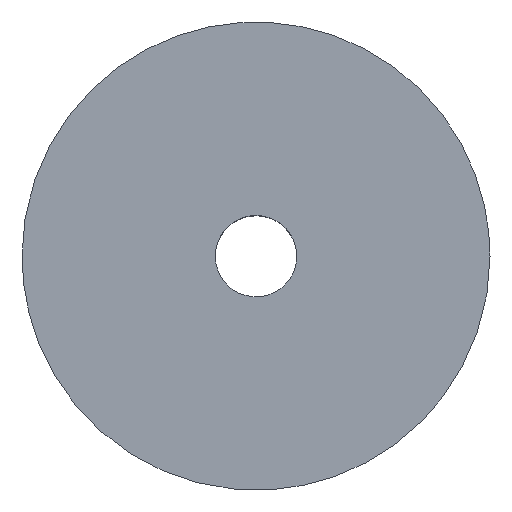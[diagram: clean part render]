
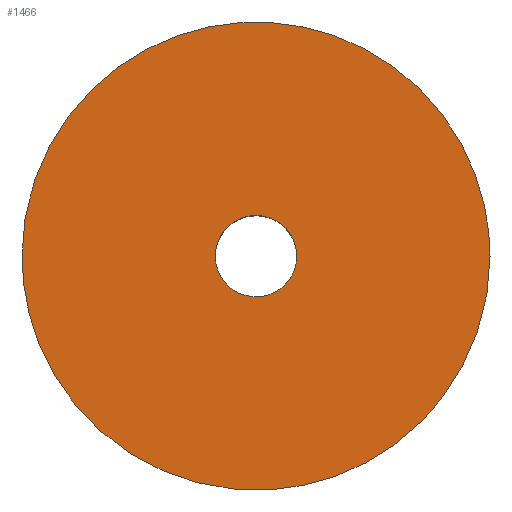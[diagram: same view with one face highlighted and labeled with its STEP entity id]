
A CAD part, top view. The second image highlights one B-rep face of the part: STEP entity #1466.
In plain terms, the highlighted free-form (B-spline) face has degree [1, 1] with [2, 2] control points.
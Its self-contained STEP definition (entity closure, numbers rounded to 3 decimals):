
#530=CARTESIAN_POINT('',(0.902,-11.465,20.));
#531=VERTEX_POINT('',#530);
#537=CARTESIAN_POINT('',(-10.693,-4.231,20.));
#538=VERTEX_POINT('',#537);
#539=CARTESIAN_POINT('',(0.902,-11.465,20.));
#540=CARTESIAN_POINT('',(0.452,-11.5,20.));
#541=CARTESIAN_POINT('',(0.,-11.5,20.));
#542=CARTESIAN_POINT('',(-7.817,-11.5,20.));
#543=CARTESIAN_POINT('',(-10.693,-4.231,20.));
#551=(BOUNDED_CURVE()B_SPLINE_CURVE(2,(#539,#540,#541,#542,#543),.UNSPECIFIED.,.F.,.U.)B_SPLINE_CURVE_WITH_KNOTS((3,2,3),(0.736,0.75,0.938),.UNSPECIFIED.)CURVE()GEOMETRIC_REPRESENTATION_ITEM()RATIONAL_B_SPLINE_CURVE((0.97,0.984,1.0,0.78,0.89))REPRESENTATION_ITEM(''));
#552=EDGE_CURVE('',#531,#538,#551,.T.);
#604=CARTESIAN_POINT('',(-11.5,0.0,20.0));
#605=VERTEX_POINT('',#604);
#606=CARTESIAN_POINT('',(-10.693,-4.231,20.));
#607=CARTESIAN_POINT('',(-11.5,-2.192,20.));
#608=CARTESIAN_POINT('',(-11.5,0.0,20.0));
#616=(BOUNDED_CURVE()B_SPLINE_CURVE(2,(#606,#607,#608),.UNSPECIFIED.,.F.,.U.)B_SPLINE_CURVE_WITH_KNOTS((3,3),(0.938,1.0),.UNSPECIFIED.)CURVE()GEOMETRIC_REPRESENTATION_ITEM()RATIONAL_B_SPLINE_CURVE((0.89,0.927,1.0))REPRESENTATION_ITEM(''));
#617=EDGE_CURVE('',#538,#605,#616,.T.);
#619=CARTESIAN_POINT('',(11.5,0.0,20.0));
#620=VERTEX_POINT('',#619);
#621=CARTESIAN_POINT('',(-11.5,0.0,20.0));
#622=CARTESIAN_POINT('',(-11.5,11.5,20.));
#623=CARTESIAN_POINT('',(0.0,11.5,20.0));
#624=CARTESIAN_POINT('',(11.5,11.5,20.));
#625=CARTESIAN_POINT('',(11.5,0.0,20.0));
#633=(BOUNDED_CURVE()B_SPLINE_CURVE(2,(#621,#622,#623,#624,#625),.UNSPECIFIED.,.F.,.U.)B_SPLINE_CURVE_WITH_KNOTS((3,2,3),(0.0,0.25,0.5),.UNSPECIFIED.)CURVE()GEOMETRIC_REPRESENTATION_ITEM()RATIONAL_B_SPLINE_CURVE((1.0,0.707,1.0,0.707,1.0))REPRESENTATION_ITEM(''));
#634=EDGE_CURVE('',#605,#620,#633,.T.);
#636=CARTESIAN_POINT('',(11.5,0.0,20.0));
#637=CARTESIAN_POINT('',(11.5,-10.63,20.));
#638=CARTESIAN_POINT('',(0.902,-11.465,20.));
#646=(BOUNDED_CURVE()B_SPLINE_CURVE(2,(#636,#637,#638),.UNSPECIFIED.,.F.,.U.)B_SPLINE_CURVE_WITH_KNOTS((3,3),(0.5,0.736),.UNSPECIFIED.)CURVE()GEOMETRIC_REPRESENTATION_ITEM()RATIONAL_B_SPLINE_CURVE((1.0,0.723,0.97))REPRESENTATION_ITEM(''));
#647=EDGE_CURVE('',#620,#531,#646,.T.);
#735=CARTESIAN_POINT('',(-0.236,1.986,20.));
#736=VERTEX_POINT('',#735);
#737=CARTESIAN_POINT('',(2.0,0.0,20.0));
#738=VERTEX_POINT('',#737);
#739=CARTESIAN_POINT('',(-0.236,1.986,20.));
#740=CARTESIAN_POINT('',(-0.118,2.,20.));
#741=CARTESIAN_POINT('',(0.0,2.0,20.0));
#742=CARTESIAN_POINT('',(2.,2.,20.));
#743=CARTESIAN_POINT('',(2.0,0.0,20.0));
#751=(BOUNDED_CURVE()B_SPLINE_CURVE(2,(#739,#740,#741,#742,#743),.UNSPECIFIED.,.F.,.U.)B_SPLINE_CURVE_WITH_KNOTS((3,2,3),(0.23,0.25,0.5),.UNSPECIFIED.)CURVE()GEOMETRIC_REPRESENTATION_ITEM()RATIONAL_B_SPLINE_CURVE((0.956,0.976,1.0,0.707,1.0))REPRESENTATION_ITEM(''));
#752=EDGE_CURVE('',#736,#738,#751,.T.);
#793=CARTESIAN_POINT('',(0.122,-1.996,20.0));
#794=VERTEX_POINT('',#793);
#800=CARTESIAN_POINT('',(2.0,0.0,20.0));
#801=CARTESIAN_POINT('',(2.,-1.881,20.));
#802=CARTESIAN_POINT('',(0.122,-1.996,20.));
#810=(BOUNDED_CURVE()B_SPLINE_CURVE(2,(#800,#801,#802),.UNSPECIFIED.,.F.,.U.)B_SPLINE_CURVE_WITH_KNOTS((3,3),(0.5,0.739),.UNSPECIFIED.)CURVE()GEOMETRIC_REPRESENTATION_ITEM()RATIONAL_B_SPLINE_CURVE((1.0,0.72,0.976))REPRESENTATION_ITEM(''));
#811=EDGE_CURVE('',#738,#794,#810,.T.);
#834=CARTESIAN_POINT('',(-2.0,0.0,20.0));
#835=VERTEX_POINT('',#834);
#836=CARTESIAN_POINT('',(-2.0,0.0,20.0));
#837=CARTESIAN_POINT('',(-2.,1.776,20.0));
#838=CARTESIAN_POINT('',(-0.236,1.986,20.));
#846=(BOUNDED_CURVE()B_SPLINE_CURVE(2,(#836,#837,#838),.UNSPECIFIED.,.F.,.U.)B_SPLINE_CURVE_WITH_KNOTS((3,3),(0.0,0.23),.UNSPECIFIED.)CURVE()GEOMETRIC_REPRESENTATION_ITEM()RATIONAL_B_SPLINE_CURVE((1.0,0.731,0.956))REPRESENTATION_ITEM(''));
#847=EDGE_CURVE('',#835,#736,#846,.T.);
#849=CARTESIAN_POINT('',(0.122,-1.996,20.0));
#850=CARTESIAN_POINT('',(0.061,-2.0,20.0));
#851=CARTESIAN_POINT('',(0.0,-2.0,20.0));
#852=CARTESIAN_POINT('',(-2.,-2.,20.));
#853=CARTESIAN_POINT('',(-2.0,0.0,20.0));
#861=(BOUNDED_CURVE()B_SPLINE_CURVE(2,(#849,#850,#851,#852,#853),.UNSPECIFIED.,.F.,.U.)B_SPLINE_CURVE_WITH_KNOTS((3,2,3),(0.739,0.75,1.0),.UNSPECIFIED.)CURVE()GEOMETRIC_REPRESENTATION_ITEM()RATIONAL_B_SPLINE_CURVE((0.976,0.988,1.0,0.707,1.0))REPRESENTATION_ITEM(''));
#862=EDGE_CURVE('',#794,#835,#861,.T.);
#1449=CARTESIAN_POINT('',(12.649,-12.649,20.0));
#1450=CARTESIAN_POINT('',(-12.649,-12.649,20.0));
#1451=CARTESIAN_POINT('',(12.649,12.649,20.0));
#1452=CARTESIAN_POINT('',(-12.649,12.649,20.0));
#1453=B_SPLINE_SURFACE_WITH_KNOTS('',1,1,((#1449,#1451),(#1450,#1452)),.UNSPECIFIED.,.F.,.F.,.U.,(2,2),(2,2),(0.0,25.298),(0.0,25.297),.UNSPECIFIED.);
#1454=ORIENTED_EDGE('',*,*,#617,.F.);
#1455=ORIENTED_EDGE('',*,*,#552,.F.);
#1456=ORIENTED_EDGE('',*,*,#647,.F.);
#1457=ORIENTED_EDGE('',*,*,#634,.F.);
#1458=EDGE_LOOP('',(#1454,#1455,#1456,#1457));
#1459=FACE_OUTER_BOUND('',#1458,.T.);
#1460=ORIENTED_EDGE('',*,*,#811,.T.);
#1461=ORIENTED_EDGE('',*,*,#862,.T.);
#1462=ORIENTED_EDGE('',*,*,#847,.T.);
#1463=ORIENTED_EDGE('',*,*,#752,.T.);
#1464=EDGE_LOOP('',(#1460,#1461,#1462,#1463));
#1465=FACE_BOUND('',#1464,.T.);
#1466=ADVANCED_FACE('',(#1459,#1465),#1453,.F.);
